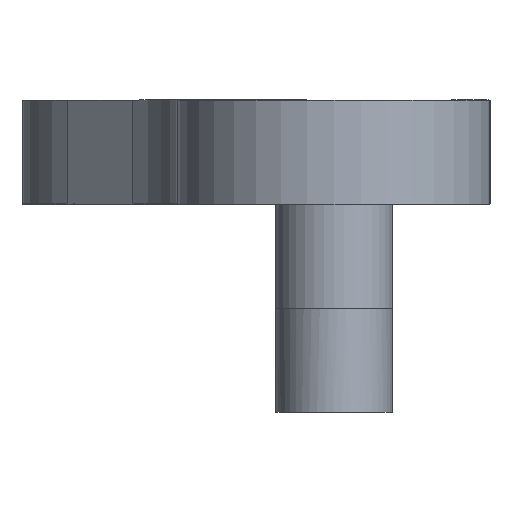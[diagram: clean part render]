
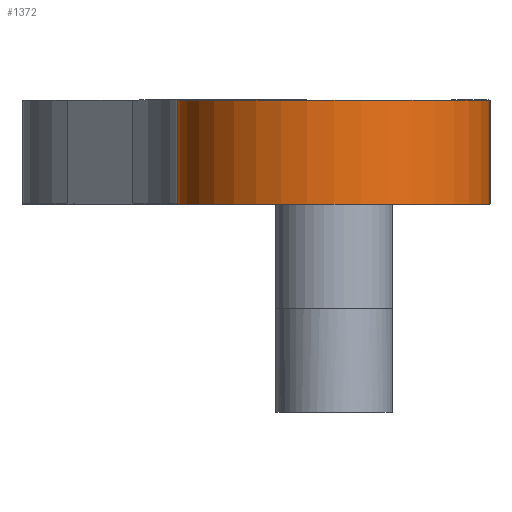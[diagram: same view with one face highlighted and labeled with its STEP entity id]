
A CAD part, left-side view. The second image highlights one B-rep face of the part: STEP entity #1372.
In plain terms, the highlighted cylindrical face has radius 6 mm (diameter 12 mm), a partial arc.
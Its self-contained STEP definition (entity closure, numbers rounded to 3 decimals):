
#32 = PLANE('',#33);
#33 = AXIS2_PLACEMENT_3D('',#34,#35,#36);
#34 = CARTESIAN_POINT('',(41.793,2.129,0.));
#35 = DIRECTION('',(0.,0.,-1.));
#36 = DIRECTION('',(0.,-1.,0.));
#203 = VERTEX_POINT('',#204);
#204 = CARTESIAN_POINT('',(-12.,-6.,0.));
#218 = PLANE('',#219);
#219 = AXIS2_PLACEMENT_3D('',#220,#221,#222);
#220 = CARTESIAN_POINT('',(-12.,-6.,0.));
#221 = DIRECTION('',(0.,1.,0.));
#222 = DIRECTION('',(1.,0.,0.));
#230 = EDGE_CURVE('',#231,#203,#233,.T.);
#231 = VERTEX_POINT('',#232);
#232 = CARTESIAN_POINT('',(-12.,6.,0.));
#233 = SURFACE_CURVE('',#234,(#239,#250),.PCURVE_S1.);
#234 = CIRCLE('',#235,6.);
#235 = AXIS2_PLACEMENT_3D('',#236,#237,#238);
#236 = CARTESIAN_POINT('',(-12.,0.,0.));
#237 = DIRECTION('',(0.,0.,1.));
#238 = DIRECTION('',(1.,0.,0.));
#239 = PCURVE('',#32,#240);
#240 = DEFINITIONAL_REPRESENTATION('',(#241),#249);
#241 = ( BOUNDED_CURVE() B_SPLINE_CURVE(2,(#242,#243,#244,#245,#246,#247
,#248),.UNSPECIFIED.,.T.,.F.) B_SPLINE_CURVE_WITH_KNOTS((1,2,2,2,2,1),(
    -2.094,0.,2.094,4.189,6.283,
8.378),.UNSPECIFIED.) CURVE() GEOMETRIC_REPRESENTATION_ITEM() 
RATIONAL_B_SPLINE_CURVE((1.,0.5,1.,0.5,1.,0.5,1.)) REPRESENTATION_ITEM(
  '') );
#242 = CARTESIAN_POINT('',(2.129,47.793));
#243 = CARTESIAN_POINT('',(-8.263,47.793));
#244 = CARTESIAN_POINT('',(-3.067,56.793));
#245 = CARTESIAN_POINT('',(2.129,65.793));
#246 = CARTESIAN_POINT('',(7.325,56.793));
#247 = CARTESIAN_POINT('',(12.522,47.793));
#248 = CARTESIAN_POINT('',(2.129,47.793));
#249 = ( GEOMETRIC_REPRESENTATION_CONTEXT(2) 
PARAMETRIC_REPRESENTATION_CONTEXT() REPRESENTATION_CONTEXT('2D SPACE',''
  ) );
#250 = PCURVE('',#251,#256);
#251 = CYLINDRICAL_SURFACE('',#252,6.);
#252 = AXIS2_PLACEMENT_3D('',#253,#254,#255);
#253 = CARTESIAN_POINT('',(-12.,0.,0.));
#254 = DIRECTION('',(0.,0.,-1.));
#255 = DIRECTION('',(1.,0.,0.));
#256 = DEFINITIONAL_REPRESENTATION('',(#257),#261);
#257 = LINE('',#258,#259);
#258 = CARTESIAN_POINT('',(-0.,0.));
#259 = VECTOR('',#260,1.);
#260 = DIRECTION('',(-1.,0.));
#261 = ( GEOMETRIC_REPRESENTATION_CONTEXT(2) 
PARAMETRIC_REPRESENTATION_CONTEXT() REPRESENTATION_CONTEXT('2D SPACE',''
  ) );
#279 = PLANE('',#280);
#280 = AXIS2_PLACEMENT_3D('',#281,#282,#283);
#281 = CARTESIAN_POINT('',(-12.,6.,0.));
#282 = DIRECTION('',(0.,1.,0.));
#283 = DIRECTION('',(1.,0.,0.));
#864 = PLANE('',#865);
#865 = AXIS2_PLACEMENT_3D('',#866,#867,#868);
#866 = CARTESIAN_POINT('',(41.793,2.129,4.));
#867 = DIRECTION('',(0.,0.,-1.));
#868 = DIRECTION('',(0.,-1.,0.));
#1279 = EDGE_CURVE('',#231,#1280,#1282,.T.);
#1280 = VERTEX_POINT('',#1281);
#1281 = CARTESIAN_POINT('',(-12.,6.,4.));
#1282 = SURFACE_CURVE('',#1283,(#1287,#1294),.PCURVE_S1.);
#1283 = LINE('',#1284,#1285);
#1284 = CARTESIAN_POINT('',(-12.,6.,0.));
#1285 = VECTOR('',#1286,1.);
#1286 = DIRECTION('',(0.,0.,1.));
#1287 = PCURVE('',#279,#1288);
#1288 = DEFINITIONAL_REPRESENTATION('',(#1289),#1293);
#1289 = LINE('',#1290,#1291);
#1290 = CARTESIAN_POINT('',(0.,0.));
#1291 = VECTOR('',#1292,1.);
#1292 = DIRECTION('',(0.,-1.));
#1293 = ( GEOMETRIC_REPRESENTATION_CONTEXT(2) 
PARAMETRIC_REPRESENTATION_CONTEXT() REPRESENTATION_CONTEXT('2D SPACE',''
  ) );
#1294 = PCURVE('',#251,#1295);
#1295 = DEFINITIONAL_REPRESENTATION('',(#1296),#1300);
#1296 = LINE('',#1297,#1298);
#1297 = CARTESIAN_POINT('',(-1.571,0.));
#1298 = VECTOR('',#1299,1.);
#1299 = DIRECTION('',(-0.,-1.));
#1300 = ( GEOMETRIC_REPRESENTATION_CONTEXT(2) 
PARAMETRIC_REPRESENTATION_CONTEXT() REPRESENTATION_CONTEXT('2D SPACE',''
  ) );
#1372 = ADVANCED_FACE('',(#1373),#251,.T.);
#1373 = FACE_BOUND('',#1374,.F.);
#1374 = EDGE_LOOP('',(#1375,#1376,#1404,#1425));
#1375 = ORIENTED_EDGE('',*,*,#1279,.T.);
#1376 = ORIENTED_EDGE('',*,*,#1377,.T.);
#1377 = EDGE_CURVE('',#1280,#1378,#1380,.T.);
#1378 = VERTEX_POINT('',#1379);
#1379 = CARTESIAN_POINT('',(-12.,-6.,4.));
#1380 = SURFACE_CURVE('',#1381,(#1386,#1393),.PCURVE_S1.);
#1381 = CIRCLE('',#1382,6.);
#1382 = AXIS2_PLACEMENT_3D('',#1383,#1384,#1385);
#1383 = CARTESIAN_POINT('',(-12.,0.,4.));
#1384 = DIRECTION('',(0.,0.,1.));
#1385 = DIRECTION('',(1.,0.,0.));
#1386 = PCURVE('',#251,#1387);
#1387 = DEFINITIONAL_REPRESENTATION('',(#1388),#1392);
#1388 = LINE('',#1389,#1390);
#1389 = CARTESIAN_POINT('',(-0.,-4.));
#1390 = VECTOR('',#1391,1.);
#1391 = DIRECTION('',(-1.,0.));
#1392 = ( GEOMETRIC_REPRESENTATION_CONTEXT(2) 
PARAMETRIC_REPRESENTATION_CONTEXT() REPRESENTATION_CONTEXT('2D SPACE',''
  ) );
#1393 = PCURVE('',#864,#1394);
#1394 = DEFINITIONAL_REPRESENTATION('',(#1395),#1403);
#1395 = ( BOUNDED_CURVE() B_SPLINE_CURVE(2,(#1396,#1397,#1398,#1399,
#1400,#1401,#1402),.UNSPECIFIED.,.T.,.F.) B_SPLINE_CURVE_WITH_KNOTS((1,2
    ,2,2,2,1),(-2.094,0.,2.094,4.189,
6.283,8.378),.UNSPECIFIED.) CURVE() 
GEOMETRIC_REPRESENTATION_ITEM() RATIONAL_B_SPLINE_CURVE((1.,0.5,1.,0.5,
1.,0.5,1.)) REPRESENTATION_ITEM('') );
#1396 = CARTESIAN_POINT('',(2.129,47.793));
#1397 = CARTESIAN_POINT('',(-8.263,47.793));
#1398 = CARTESIAN_POINT('',(-3.067,56.793));
#1399 = CARTESIAN_POINT('',(2.129,65.793));
#1400 = CARTESIAN_POINT('',(7.325,56.793));
#1401 = CARTESIAN_POINT('',(12.522,47.793));
#1402 = CARTESIAN_POINT('',(2.129,47.793));
#1403 = ( GEOMETRIC_REPRESENTATION_CONTEXT(2) 
PARAMETRIC_REPRESENTATION_CONTEXT() REPRESENTATION_CONTEXT('2D SPACE',''
  ) );
#1404 = ORIENTED_EDGE('',*,*,#1405,.F.);
#1405 = EDGE_CURVE('',#203,#1378,#1406,.T.);
#1406 = SURFACE_CURVE('',#1407,(#1411,#1418),.PCURVE_S1.);
#1407 = LINE('',#1408,#1409);
#1408 = CARTESIAN_POINT('',(-12.,-6.,0.));
#1409 = VECTOR('',#1410,1.);
#1410 = DIRECTION('',(0.,0.,1.));
#1411 = PCURVE('',#251,#1412);
#1412 = DEFINITIONAL_REPRESENTATION('',(#1413),#1417);
#1413 = LINE('',#1414,#1415);
#1414 = CARTESIAN_POINT('',(-4.712,0.));
#1415 = VECTOR('',#1416,1.);
#1416 = DIRECTION('',(-0.,-1.));
#1417 = ( GEOMETRIC_REPRESENTATION_CONTEXT(2) 
PARAMETRIC_REPRESENTATION_CONTEXT() REPRESENTATION_CONTEXT('2D SPACE',''
  ) );
#1418 = PCURVE('',#218,#1419);
#1419 = DEFINITIONAL_REPRESENTATION('',(#1420),#1424);
#1420 = LINE('',#1421,#1422);
#1421 = CARTESIAN_POINT('',(0.,0.));
#1422 = VECTOR('',#1423,1.);
#1423 = DIRECTION('',(0.,-1.));
#1424 = ( GEOMETRIC_REPRESENTATION_CONTEXT(2) 
PARAMETRIC_REPRESENTATION_CONTEXT() REPRESENTATION_CONTEXT('2D SPACE',''
  ) );
#1425 = ORIENTED_EDGE('',*,*,#230,.F.);
